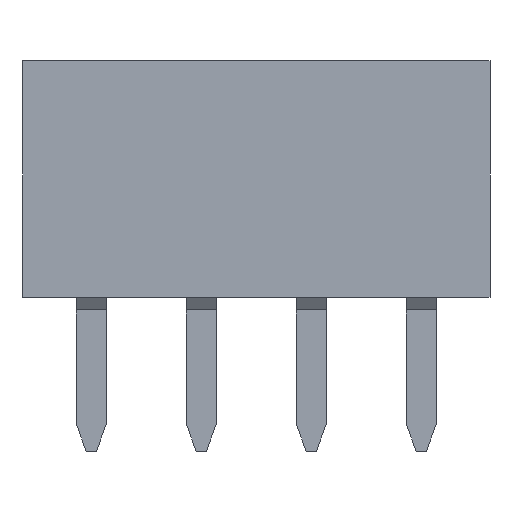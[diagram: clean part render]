
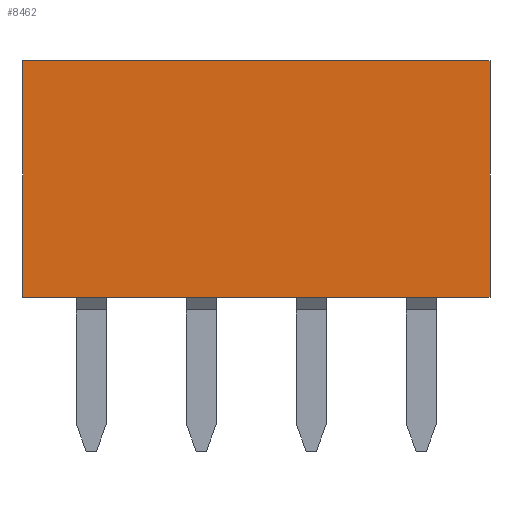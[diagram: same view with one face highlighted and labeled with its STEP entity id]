
A CAD part, front view. The second image highlights one B-rep face of the part: STEP entity #8462.
In plain terms, the highlighted planar face has unit normal (0, -1, 0).
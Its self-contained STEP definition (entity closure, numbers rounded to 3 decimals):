
#406=FACE_OUTER_BOUND('',#893,.T.);
#893=EDGE_LOOP('',(#5577,#5578,#5579,#5580));
#1351=LINE('',#11212,#2322);
#1515=LINE('',#12001,#2486);
#1550=LINE('',#12071,#2521);
#1555=LINE('',#12079,#2526);
#2322=VECTOR('',#9376,1.);
#2486=VECTOR('',#9608,1.);
#2521=VECTOR('',#9645,1.);
#2526=VECTOR('',#9652,1.);
#3293=VERTEX_POINT('',#11209);
#3294=VERTEX_POINT('',#11211);
#3542=VERTEX_POINT('',#11997);
#3577=VERTEX_POINT('',#12069);
#4079=EDGE_CURVE('',#3294,#3293,#1351,.T.);
#4331=EDGE_CURVE('',#3294,#3542,#1515,.T.);
#4366=EDGE_CURVE('',#3293,#3577,#1550,.T.);
#4371=EDGE_CURVE('',#3542,#3577,#1555,.T.);
#5577=ORIENTED_EDGE('',*,*,#4366,.T.);
#5578=ORIENTED_EDGE('',*,*,#4371,.F.);
#5579=ORIENTED_EDGE('',*,*,#4331,.F.);
#5580=ORIENTED_EDGE('',*,*,#4079,.T.);
#7667=PLANE('',#8974);
#8462=ADVANCED_FACE('',(#406),#7667,.F.);
#8974=AXIS2_PLACEMENT_3D('',#12082,#9656,#9657);
#9376=DIRECTION('',(0.,0.,-1.));
#9608=DIRECTION('',(1.,0.,0.));
#9645=DIRECTION('',(1.,0.,0.));
#9652=DIRECTION('',(0.,0.,-1.));
#9656=DIRECTION('center_axis',(0.,1.,0.));
#9657=DIRECTION('ref_axis',(0.,0.,1.));
#11209=CARTESIAN_POINT('',(-4.25,-2.25,0.1));
#11211=CARTESIAN_POINT('',(-4.25,-2.25,4.4));
#11212=CARTESIAN_POINT('',(-4.25,-2.25,4.4));
#11997=CARTESIAN_POINT('',(4.25,-2.25,4.4));
#12001=CARTESIAN_POINT('',(-4.25,-2.25,4.4));
#12069=CARTESIAN_POINT('',(4.25,-2.25,0.1));
#12071=CARTESIAN_POINT('',(-4.25,-2.25,0.1));
#12079=CARTESIAN_POINT('',(4.25,-2.25,4.4));
#12082=CARTESIAN_POINT('Origin',(-4.25,-2.25,4.4));
